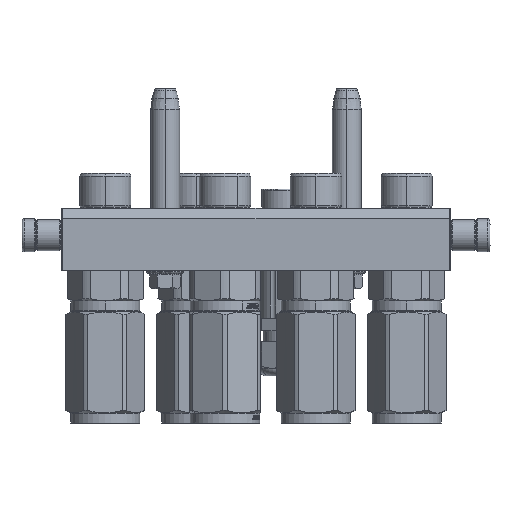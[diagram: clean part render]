
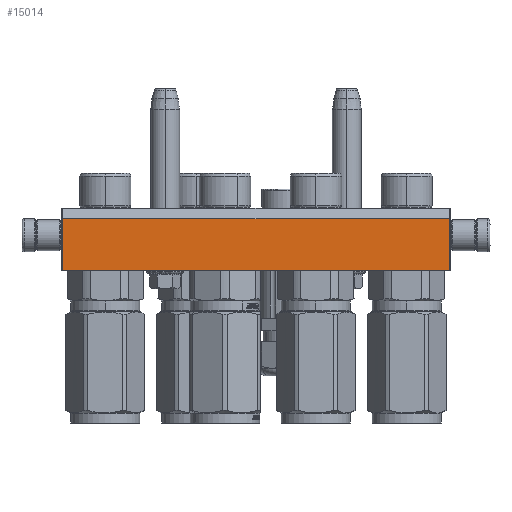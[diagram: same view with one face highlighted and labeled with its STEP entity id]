
A CAD part, left-side view. The second image highlights one B-rep face of the part: STEP entity #15014.
In plain terms, the highlighted face is planar.
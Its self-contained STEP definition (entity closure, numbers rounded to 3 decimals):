
#1044 = CARTESIAN_POINT ( 'NONE',  ( 93.5, -10., -45. ) ) ;
#1798 = DIRECTION ( 'NONE',  ( -1., 0., 0. ) ) ;
#1863 = CARTESIAN_POINT ( 'NONE',  ( 93.5, -10., -45. ) ) ;
#2177 = VERTEX_POINT ( 'NONE', #56581 ) ;
#2286 = LINE ( 'NONE', #58159, #21569 ) ;
#2669 = ORIENTED_EDGE ( 'NONE', *, *, #4386, .F. ) ;
#4386 = EDGE_CURVE ( 'NONE', #62089, #7457, #14824, .T. ) ;
#4525 = DIRECTION ( 'NONE',  ( 0., 1., 0. ) ) ;
#6366 = DIRECTION ( 'NONE',  ( 1., 0., 0. ) ) ;
#7457 = VERTEX_POINT ( 'NONE', #24734 ) ;
#14824 = LINE ( 'NONE', #1044, #17300 ) ;
#15014 = ADVANCED_FACE ( 'NONE', ( #48176 ), #45409, .T. ) ;
#15027 = ORIENTED_EDGE ( 'NONE', *, *, #22119, .F. ) ;
#15095 = VERTEX_POINT ( 'NONE', #51972 ) ;
#15574 = EDGE_CURVE ( 'NONE', #2177, #15095, #65878, .T. ) ;
#17300 = VECTOR ( 'NONE', #36927, 1000. ) ;
#21569 = VECTOR ( 'NONE', #1798, 1000. ) ;
#22119 = EDGE_CURVE ( 'NONE', #7457, #15095, #2286, .T. ) ;
#22693 = ORIENTED_EDGE ( 'NONE', *, *, #15574, .T. ) ;
#24734 = CARTESIAN_POINT ( 'NONE',  ( 93.5, 15., -45. ) ) ;
#27399 = VECTOR ( 'NONE', #6366, 1000. ) ;
#30433 = DIRECTION ( 'NONE',  ( 0., 0., -1. ) ) ;
#35255 = CARTESIAN_POINT ( 'NONE',  ( -93.5, -10., -45. ) ) ;
#36927 = DIRECTION ( 'NONE',  ( 0., 1., 0. ) ) ;
#38336 = EDGE_LOOP ( 'NONE', ( #15027, #2669, #44793, #22693 ) ) ;
#40472 = EDGE_CURVE ( 'NONE', #2177, #62089, #40946, .T. ) ;
#40946 = LINE ( 'NONE', #62496, #27399 ) ;
#42051 = AXIS2_PLACEMENT_3D ( 'NONE', #61176, #30433, #65716 ) ;
#44793 = ORIENTED_EDGE ( 'NONE', *, *, #40472, .F. ) ;
#45409 = PLANE ( 'NONE',  #42051 ) ;
#48176 = FACE_OUTER_BOUND ( 'NONE', #38336, .T. ) ;
#51972 = CARTESIAN_POINT ( 'NONE',  ( -93.5, 15., -45. ) ) ;
#54422 = VECTOR ( 'NONE', #4525, 1000. ) ;
#56581 = CARTESIAN_POINT ( 'NONE',  ( -93.5, -10., -45. ) ) ;
#58159 = CARTESIAN_POINT ( 'NONE',  ( 93.5, 15., -45. ) ) ;
#61176 = CARTESIAN_POINT ( 'NONE',  ( 94., -15., -45. ) ) ;
#62089 = VERTEX_POINT ( 'NONE', #1863 ) ;
#62496 = CARTESIAN_POINT ( 'NONE',  ( -93.5, -10., -45. ) ) ;
#65716 = DIRECTION ( 'NONE',  ( -1., 0., 0. ) ) ;
#65878 = LINE ( 'NONE', #35255, #54422 ) ;
